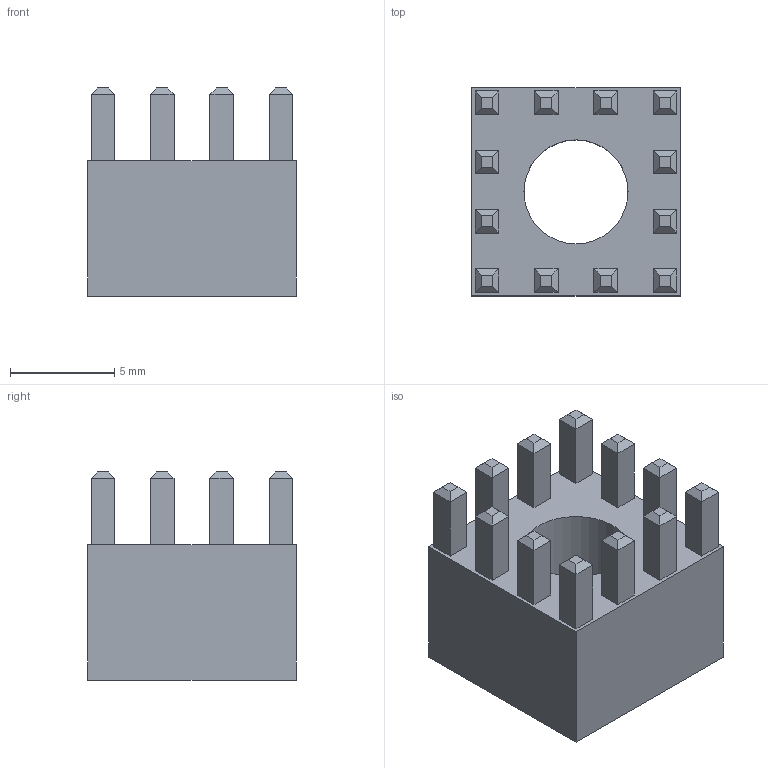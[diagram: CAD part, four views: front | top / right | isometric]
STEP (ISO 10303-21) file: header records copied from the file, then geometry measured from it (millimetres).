
FILE_DESCRIPTION (( 'STEP AP203' ), '1' );
FILE_NAME ('97045-A.STEP', '2013-12-17T21:32:57', ( 'Hajo' ), ( 'Microsoft' ), 'SwSTEP 2.0', 'SolidWorks 2011', '' );
FILE_SCHEMA (( 'CONFIG_CONTROL_DESIGN' ));
Length unit declared in the file: millimetre
Products named in the file (1): 97045-A
Bounding box: 10 x 10 x 10 mm (x, y, z)
Volume: 573.3 mm3; surface area: 698.7 mm2
Topology: 1 solids, 1 shells, 118 faces, 262 edges, 158 vertices
Faces by surface type: plane 114, cone 2, cylinder 2
Entity records: 3213 total; most frequent: CARTESIAN_POINT 539, ORIENTED_EDGE 524, DIRECTION 506, EDGE_CURVE 262, LINE 256, VECTOR 256, VERTEX_POINT 158, EDGE_LOOP 132
